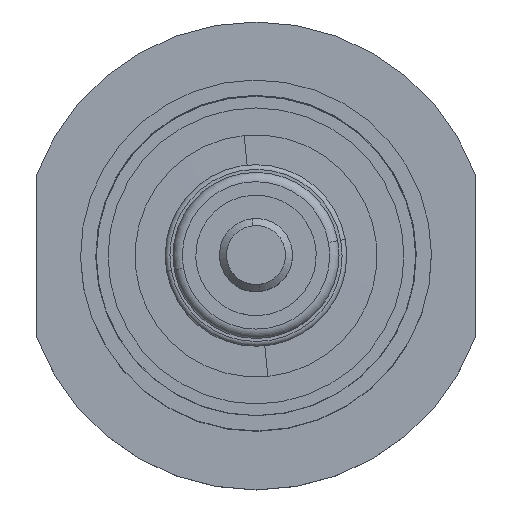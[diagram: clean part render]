
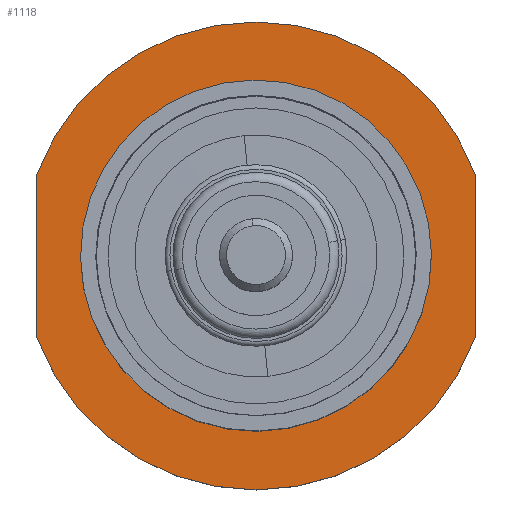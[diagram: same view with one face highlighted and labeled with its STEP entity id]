
A CAD part, top view. The second image highlights one B-rep face of the part: STEP entity #1118.
In plain terms, the highlighted planar face has unit normal (0, 0, 1).
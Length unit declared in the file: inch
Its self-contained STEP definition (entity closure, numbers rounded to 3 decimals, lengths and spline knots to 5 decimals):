
#35 = DIRECTION ( 'NONE',  ( 0., -1., 0. ) ) ;
#55 = PLANE ( 'NONE',  #4267 ) ;
#136 = VECTOR ( 'NONE', #35, 39.37008 ) ;
#285 = EDGE_CURVE ( 'NONE', #4449, #4895, #4439, .T. ) ;
#483 = CARTESIAN_POINT ( 'NONE',  ( -0.9375, 1., 2.25 ) ) ;
#499 = AXIS2_PLACEMENT_3D ( 'NONE', #2270, #4361, #4784 ) ;
#699 = EDGE_CURVE ( 'NONE', #1865, #4449, #4877, .T. ) ;
#801 = EDGE_CURVE ( 'NONE', #4559, #1865, #4532, .T. ) ;
#986 = AXIS2_PLACEMENT_3D ( 'NONE', #3064, #1765, #3525 ) ;
#1118 = ADVANCED_FACE ( 'NONE', ( #5532, #3088 ), #55, .T. ) ;
#1255 = CARTESIAN_POINT ( 'NONE',  ( -0.9375, 0.34799, 2.25 ) ) ;
#1765 = DIRECTION ( 'NONE',  ( 0., 0., 1. ) ) ;
#1865 = VERTEX_POINT ( 'NONE', #3998 ) ;
#1972 = AXIS2_PLACEMENT_3D ( 'NONE', #4791, #3102, #2164 ) ;
#2134 = CARTESIAN_POINT ( 'NONE',  ( 0., 0., 2.25 ) ) ;
#2164 = DIRECTION ( 'NONE',  ( -1., 0., 0. ) ) ;
#2192 = EDGE_LOOP ( 'NONE', ( #4160, #4353, #3470, #4699 ) ) ;
#2267 = DIRECTION ( 'NONE',  ( 0., 1., 0. ) ) ;
#2270 = CARTESIAN_POINT ( 'NONE',  ( 0., 0., 2.25 ) ) ;
#2319 = VERTEX_POINT ( 'NONE', #3965 ) ;
#2649 = CARTESIAN_POINT ( 'NONE',  ( -0.9375, -0.34799, 2.25 ) ) ;
#2710 = CARTESIAN_POINT ( 'NONE',  ( 0.00843, -0.74995, 2.25 ) ) ;
#2961 = DIRECTION ( 'NONE',  ( 1., 0., 0. ) ) ;
#3032 = CARTESIAN_POINT ( 'NONE',  ( 0., 1., 2.25 ) ) ;
#3062 = DIRECTION ( 'NONE',  ( 0., 0., 1. ) ) ;
#3064 = CARTESIAN_POINT ( 'NONE',  ( 0., 0., 2.25 ) ) ;
#3088 = FACE_BOUND ( 'NONE', #4623, .T. ) ;
#3094 = CIRCLE ( 'NONE', #986, 0.75 ) ;
#3102 = DIRECTION ( 'NONE',  ( 0., 0., -1. ) ) ;
#3434 = CARTESIAN_POINT ( 'NONE',  ( 0.9375, -0.34799, 2.25 ) ) ;
#3470 = ORIENTED_EDGE ( 'NONE', *, *, #4200, .F. ) ;
#3485 = VERTEX_POINT ( 'NONE', #2710 ) ;
#3523 = DIRECTION ( 'NONE',  ( 1., 0., 0. ) ) ;
#3525 = DIRECTION ( 'NONE',  ( 1., 0., 0. ) ) ;
#3758 = CIRCLE ( 'NONE', #5219, 0.75 ) ;
#3780 = EDGE_CURVE ( 'NONE', #3485, #2319, #3758, .T. ) ;
#3965 = CARTESIAN_POINT ( 'NONE',  ( -0.00843, 0.74995, 2.25 ) ) ;
#3998 = CARTESIAN_POINT ( 'NONE',  ( 0.9375, 0.34799, 2.25 ) ) ;
#4116 = EDGE_CURVE ( 'NONE', #2319, #3485, #3094, .T. ) ;
#4160 = ORIENTED_EDGE ( 'NONE', *, *, #699, .F. ) ;
#4200 = EDGE_CURVE ( 'NONE', #4895, #4559, #4871, .T. ) ;
#4267 = AXIS2_PLACEMENT_3D ( 'NONE', #3032, #3062, #3523 ) ;
#4353 = ORIENTED_EDGE ( 'NONE', *, *, #801, .F. ) ;
#4361 = DIRECTION ( 'NONE',  ( 0., 0., -1. ) ) ;
#4369 = DIRECTION ( 'NONE',  ( 0., 0., 1. ) ) ;
#4439 = CIRCLE ( 'NONE', #1972, 1. ) ;
#4449 = VERTEX_POINT ( 'NONE', #3434 ) ;
#4532 = CIRCLE ( 'NONE', #499, 1. ) ;
#4559 = VERTEX_POINT ( 'NONE', #1255 ) ;
#4623 = EDGE_LOOP ( 'NONE', ( #5013, #4888 ) ) ;
#4699 = ORIENTED_EDGE ( 'NONE', *, *, #285, .F. ) ;
#4784 = DIRECTION ( 'NONE',  ( -1., 0., 0. ) ) ;
#4791 = CARTESIAN_POINT ( 'NONE',  ( 0., 0., 2.25 ) ) ;
#4871 = LINE ( 'NONE', #483, #5481 ) ;
#4877 = LINE ( 'NONE', #5222, #136 ) ;
#4888 = ORIENTED_EDGE ( 'NONE', *, *, #4116, .F. ) ;
#4895 = VERTEX_POINT ( 'NONE', #2649 ) ;
#5013 = ORIENTED_EDGE ( 'NONE', *, *, #3780, .F. ) ;
#5219 = AXIS2_PLACEMENT_3D ( 'NONE', #2134, #4369, #2961 ) ;
#5222 = CARTESIAN_POINT ( 'NONE',  ( 0.9375, 1., 2.25 ) ) ;
#5481 = VECTOR ( 'NONE', #2267, 39.37008 ) ;
#5532 = FACE_OUTER_BOUND ( 'NONE', #2192, .T. ) ;
